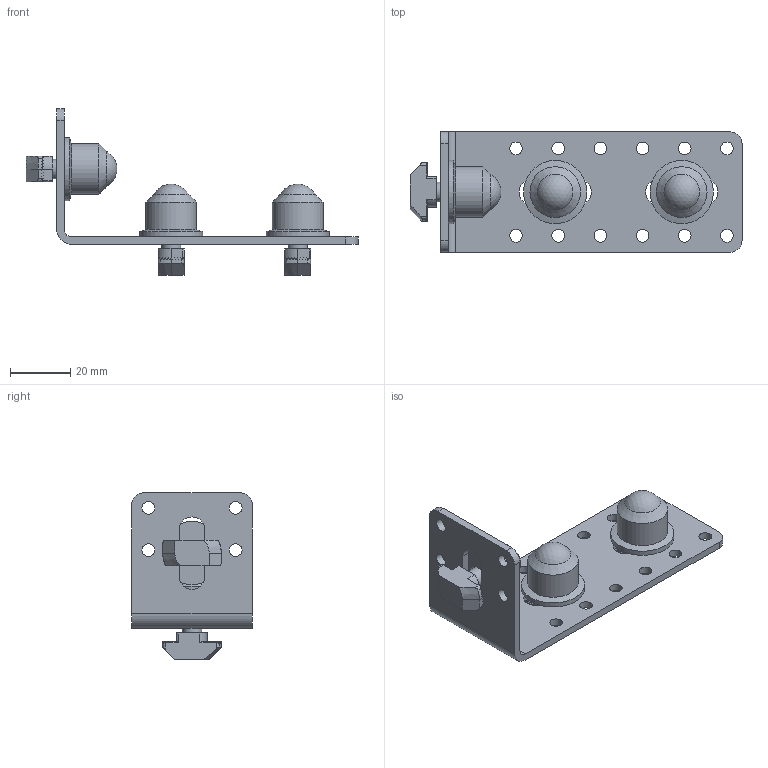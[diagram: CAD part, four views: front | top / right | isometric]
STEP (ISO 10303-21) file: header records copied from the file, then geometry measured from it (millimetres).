
FILE_DESCRIPTION(/* description */ (''),/* implementation_level */ '2;1');
FILE_NAME(/* name */ '126000',/* time_stamp */ '2014-10-06T15:37:19+02:00',/* author */ (''),/* organization */ (''),/* preprocessor_version */ 'ST-DEVELOPER v14',/* originating_system */ 'HiCAD 2013 1802.4 Build 509',/* authorisation */ '');
FILE_SCHEMA (('AUTOMOTIVE_DESIGN { 1 0 10303 214 1 1 1 1 }'));
Length unit declared in the file: millimetre
Products named in the file (11): Root; 126000Hoekplaat 100 x 40BOIKON; 122000Flensmoer M8BOIKON; 122005Afdekkap voor moer M8BOIKON; 120200Hamerkopbout M8x15BOIKON
Assembly tree (10 placements, depth 4):
  Root
    126000Hoekplaat 100 x 40BOIKON
      122000Flensmoer M8BOIKON
        122005Afdekkap voor moer M8BOIKON
      122000Flensmoer M8BOIKON
        122005Afdekkap voor moer M8BOIKON
      122000Flensmoer M8BOIKON
        122005Afdekkap voor moer M8BOIKON
      120200Hamerkopbout M8x15BOIKON
      120200Hamerkopbout M8x15BOIKON
      120200Hamerkopbout M8x15BOIKON
Bounding box: 110.2 x 40 x 55.2 mm (x, y, z)
Volume: 25789.2 mm3; surface area: 21338.1 mm2
Topology: 10 solids, 10 shells, 330 faces, 886 edges, 598 vertices
Faces by surface type: plane 221, cylinder 70, cone 33, sphere 6
Full cylindrical faces by diameter (mm): 4.2 x16, 6.466 x3, 8 x3, 16.8 x3, 21 x3
Entity records: 18743 total; most frequent: CARTESIAN_POINT 1939, DIRECTION 1874, PRESENTATION_STYLE_ASSIGNMENT 1652, COLOUR_RGB 1646, DRAUGHTING_PRE_DEFINED_CURVE_FONT 1642, CURVE_STYLE 1642, OVER_RIDING_STYLED_ITEM 1642, ORIENTED_EDGE 1642
